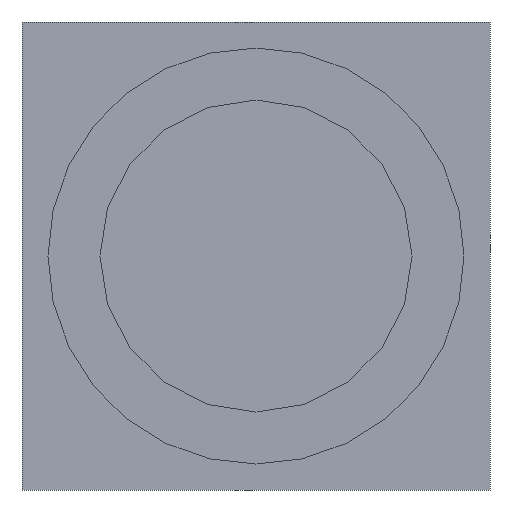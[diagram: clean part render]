
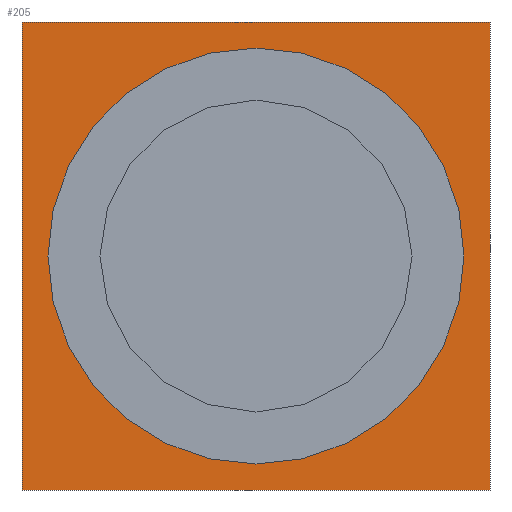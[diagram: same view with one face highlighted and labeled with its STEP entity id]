
A CAD part, front view. The second image highlights one B-rep face of the part: STEP entity #205.
In plain terms, the highlighted planar face has unit normal (0, -1, 0).
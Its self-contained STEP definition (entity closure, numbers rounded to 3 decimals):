
#91 = CARTESIAN_POINT ( 'NONE',  ( 0., 1160., 0. ) ) ;
#96 = PLANE ( 'NONE',  #257 ) ;
#100 = DIRECTION ( 'NONE',  ( 0., -1., 0. ) ) ;
#101 = DIRECTION ( 'NONE',  ( 0., 0., -1. ) ) ;
#109 = CARTESIAN_POINT ( 'NONE',  ( 0., 1160., 0. ) ) ;
#110 = DIRECTION ( 'NONE',  ( 0., -1., 0. ) ) ;
#111 = DIRECTION ( 'NONE',  ( 0., 0., -1. ) ) ;
#121 = DIRECTION ( 'NONE',  ( 1., 0., 0. ) ) ;
#125 = CARTESIAN_POINT ( 'NONE',  ( 2.25, 1160., -2.25 ) ) ;
#126 = DIRECTION ( 'NONE',  ( -1., 0., 0. ) ) ;
#135 = CARTESIAN_POINT ( 'NONE',  ( 2.25, 1160., 2.25 ) ) ;
#140 = CARTESIAN_POINT ( 'NONE',  ( -2.25, 1160., 2.25 ) ) ;
#198 = CARTESIAN_POINT ( 'NONE',  ( 2.25, 1160., 2.25 ) ) ;
#205 = ADVANCED_FACE ( 'NONE', ( #369, #351 ), #96, .T. ) ;
#224 = DIRECTION ( 'NONE',  ( 0., 0., -1. ) ) ;
#233 = EDGE_CURVE ( 'NONE', #548, #562, #356, .T. ) ;
#235 = CARTESIAN_POINT ( 'NONE',  ( 2.25, 1160., -2.25 ) ) ;
#242 = CARTESIAN_POINT ( 'NONE',  ( -2.25, 1160., -2.25 ) ) ;
#244 = DIRECTION ( 'NONE',  ( 0., 0., 1. ) ) ;
#251 = AXIS2_PLACEMENT_3D ( 'NONE', #288, #289, #291 ) ;
#253 = CIRCLE ( 'NONE', #251, 1.75 ) ;
#256 = CARTESIAN_POINT ( 'NONE',  ( 0., 1160., -1.75 ) ) ;
#257 = AXIS2_PLACEMENT_3D ( 'NONE', #91, #100, #101 ) ;
#262 = VECTOR ( 'NONE', #244, 1000. ) ;
#266 = CARTESIAN_POINT ( 'NONE',  ( 0., 1160., 1.75 ) ) ;
#268 = VECTOR ( 'NONE', #224, 1000. ) ;
#269 = CARTESIAN_POINT ( 'NONE',  ( 2.25, 1160., -2.25 ) ) ;
#273 = CARTESIAN_POINT ( 'NONE',  ( -2.25, 1160., -2.25 ) ) ;
#277 = LINE ( 'NONE', #235, #268 ) ;
#281 = LINE ( 'NONE', #242, #262 ) ;
#288 = CARTESIAN_POINT ( 'NONE',  ( 0., 1160., 0. ) ) ;
#289 = DIRECTION ( 'NONE',  ( 0., -1., 0. ) ) ;
#291 = DIRECTION ( 'NONE',  ( 0., 0., -1. ) ) ;
#338 = VECTOR ( 'NONE', #121, 1000. ) ;
#340 = VECTOR ( 'NONE', #126, 1000. ) ;
#341 = LINE ( 'NONE', #135, #338 ) ;
#347 = LINE ( 'NONE', #125, #340 ) ;
#351 = FACE_OUTER_BOUND ( 'NONE', #535, .T. ) ;
#356 = CIRCLE ( 'NONE', #495, 1.75 ) ;
#369 = FACE_BOUND ( 'NONE', #526, .T. ) ;
#370 = EDGE_CURVE ( 'NONE', #563, #566, #347, .T. ) ;
#371 = ORIENTED_EDGE ( 'NONE', *, *, #525, .F. ) ;
#372 = ORIENTED_EDGE ( 'NONE', *, *, #370, .F. ) ;
#373 = EDGE_CURVE ( 'NONE', #400, #439, #341, .T. ) ;
#400 = VERTEX_POINT ( 'NONE', #140 ) ;
#439 = VERTEX_POINT ( 'NONE', #198 ) ;
#442 = ORIENTED_EDGE ( 'NONE', *, *, #233, .F. ) ;
#443 = ORIENTED_EDGE ( 'NONE', *, *, #573, .F. ) ;
#452 = ORIENTED_EDGE ( 'NONE', *, *, #373, .F. ) ;
#453 = ORIENTED_EDGE ( 'NONE', *, *, #505, .F. ) ;
#495 = AXIS2_PLACEMENT_3D ( 'NONE', #109, #110, #111 ) ;
#505 = EDGE_CURVE ( 'NONE', #439, #563, #277, .T. ) ;
#525 = EDGE_CURVE ( 'NONE', #566, #400, #281, .T. ) ;
#526 = EDGE_LOOP ( 'NONE', ( #443, #442 ) ) ;
#535 = EDGE_LOOP ( 'NONE', ( #371, #372, #453, #452 ) ) ;
#548 = VERTEX_POINT ( 'NONE', #256 ) ;
#562 = VERTEX_POINT ( 'NONE', #266 ) ;
#563 = VERTEX_POINT ( 'NONE', #269 ) ;
#566 = VERTEX_POINT ( 'NONE', #273 ) ;
#573 = EDGE_CURVE ( 'NONE', #562, #548, #253, .T. ) ;
